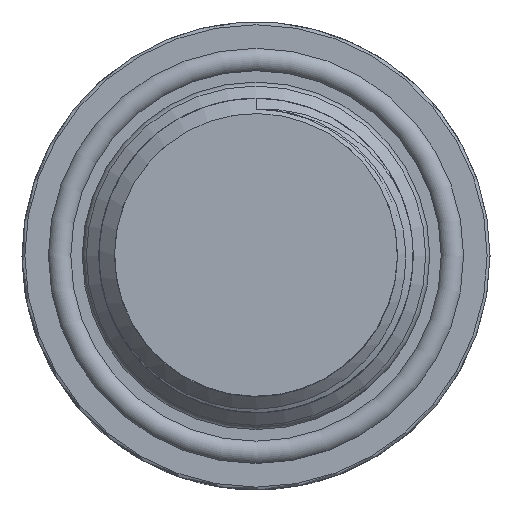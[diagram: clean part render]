
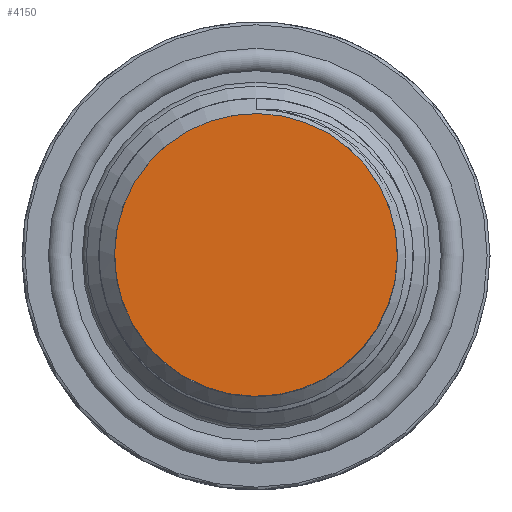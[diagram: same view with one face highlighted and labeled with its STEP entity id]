
A CAD part, top view. The second image highlights one B-rep face of the part: STEP entity #4150.
In plain terms, the highlighted planar face has unit normal (0, 0, 1).
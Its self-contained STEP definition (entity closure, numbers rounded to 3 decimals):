
#205=CIRCLE($,#4403,10.);
#403=PLANE($,#4402);
#1205=FACE_OUTER_BOUND($,#1491,.T.);
#1491=EDGE_LOOP($,(#3606));
#2083=VERTEX_POINT($,#9059);
#2618=EDGE_CURVE($,#2083,#2083,#205,.T.);
#3606=ORIENTED_EDGE($,*,*,#2618,.F.);
#4150=ADVANCED_FACE($,(#1205),#403,.T.);
#4402=AXIS2_PLACEMENT_3D($,#9058,#5176,#5177);
#4403=AXIS2_PLACEMENT_3D($,#9060,#5178,#5179);
#5176=DIRECTION('center_axis',(0.,0.,
1.));
#5177=DIRECTION('ref_axis',(-0.778,-0.628,0.));
#5178=DIRECTION('center_axis',(0.,0.,
-1.));
#5179=DIRECTION('ref_axis',(-0.628,0.778,0.));
#9058=CARTESIAN_POINT('Origin',(-5.337,6.616,44.32));
#9059=CARTESIAN_POINT('',(-6.278,7.783,44.32));
#9060=CARTESIAN_POINT('Origin',(0.,0.,
44.32));
